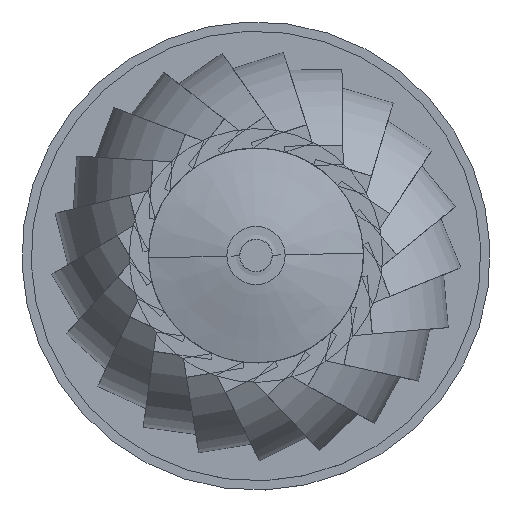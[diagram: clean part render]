
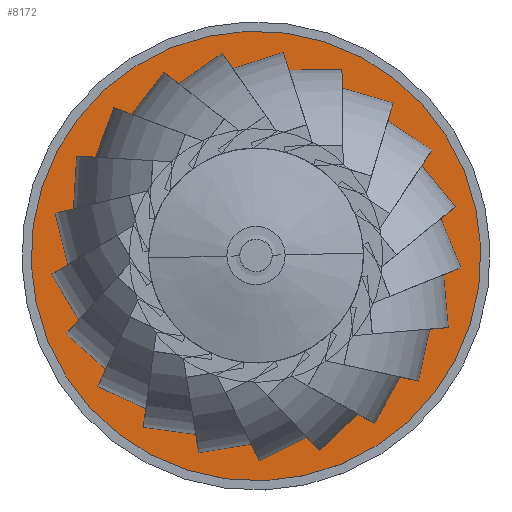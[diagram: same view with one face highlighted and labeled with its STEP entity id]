
A CAD part, top view. The second image highlights one B-rep face of the part: STEP entity #8172.
In plain terms, the highlighted planar face has unit normal (0, 0, 1).
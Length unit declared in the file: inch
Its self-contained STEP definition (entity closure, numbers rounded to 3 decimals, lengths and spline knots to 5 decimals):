
#150 = EDGE_LOOP ( 'NONE', ( #6748, #7814 ) ) ;
#559 = EDGE_CURVE ( 'NONE', #3362, #1389, #5274, .T. ) ;
#561 = CARTESIAN_POINT ( 'NONE',  ( -8.6875, 0., 0. ) ) ;
#631 = EDGE_CURVE ( 'NONE', #3411, #6750, #4222, .T. ) ;
#792 = AXIS2_PLACEMENT_3D ( 'NONE', #3512, #7588, #4838 ) ;
#1198 = AXIS2_PLACEMENT_3D ( 'NONE', #8040, #6853, #2855 ) ;
#1389 = VERTEX_POINT ( 'NONE', #7500 ) ;
#1498 = EDGE_CURVE ( 'NONE', #6750, #3411, #1756, .T. ) ;
#1756 = CIRCLE ( 'NONE', #792, 8.6875 ) ;
#2250 = DIRECTION ( 'NONE',  ( 0., 0., -1. ) ) ;
#2519 = CARTESIAN_POINT ( 'NONE',  ( 0., 0., 0. ) ) ;
#2811 = DIRECTION ( 'NONE',  ( -1., 0., 0. ) ) ;
#2855 = DIRECTION ( 'NONE',  ( -1., 0., 0. ) ) ;
#2948 = CARTESIAN_POINT ( 'NONE',  ( 0., 0., 0. ) ) ;
#3028 = DIRECTION ( 'NONE',  ( 0., 0., -1. ) ) ;
#3075 = AXIS2_PLACEMENT_3D ( 'NONE', #2519, #3252, #7879 ) ;
#3252 = DIRECTION ( 'NONE',  ( 0., 0., -1. ) ) ;
#3362 = VERTEX_POINT ( 'NONE', #5570 ) ;
#3411 = VERTEX_POINT ( 'NONE', #3804 ) ;
#3512 = CARTESIAN_POINT ( 'NONE',  ( 0., 0., 0. ) ) ;
#3590 = AXIS2_PLACEMENT_3D ( 'NONE', #4996, #3028, #4266 ) ;
#3804 = CARTESIAN_POINT ( 'NONE',  ( 8.6875, 0., 0. ) ) ;
#4222 = CIRCLE ( 'NONE', #1198, 8.6875 ) ;
#4266 = DIRECTION ( 'NONE',  ( -1., 0., 0. ) ) ;
#4838 = DIRECTION ( 'NONE',  ( -1., 0., 0. ) ) ;
#4996 = CARTESIAN_POINT ( 'NONE',  ( 0., 0., 0. ) ) ;
#5274 = CIRCLE ( 'NONE', #6379, 5.75 ) ;
#5559 = FACE_OUTER_BOUND ( 'NONE', #150, .T. ) ;
#5570 = CARTESIAN_POINT ( 'NONE',  ( 5.75, 0., 0. ) ) ;
#6193 = FACE_BOUND ( 'NONE', #6668, .T. ) ;
#6261 = ORIENTED_EDGE ( 'NONE', *, *, #7497, .T. ) ;
#6379 = AXIS2_PLACEMENT_3D ( 'NONE', #2948, #2250, #2811 ) ;
#6668 = EDGE_LOOP ( 'NONE', ( #7717, #6261 ) ) ;
#6748 = ORIENTED_EDGE ( 'NONE', *, *, #631, .F. ) ;
#6750 = VERTEX_POINT ( 'NONE', #561 ) ;
#6761 = CIRCLE ( 'NONE', #3075, 5.75 ) ;
#6853 = DIRECTION ( 'NONE',  ( 0., 0., -1. ) ) ;
#7480 = PLANE ( 'NONE',  #3590 ) ;
#7497 = EDGE_CURVE ( 'NONE', #1389, #3362, #6761, .T. ) ;
#7500 = CARTESIAN_POINT ( 'NONE',  ( -5.75, 0., 0. ) ) ;
#7588 = DIRECTION ( 'NONE',  ( 0., 0., -1. ) ) ;
#7717 = ORIENTED_EDGE ( 'NONE', *, *, #559, .T. ) ;
#7814 = ORIENTED_EDGE ( 'NONE', *, *, #1498, .F. ) ;
#7879 = DIRECTION ( 'NONE',  ( -1., 0., 0. ) ) ;
#8040 = CARTESIAN_POINT ( 'NONE',  ( 0., 0., 0. ) ) ;
#8172 = ADVANCED_FACE ( 'NONE', ( #5559, #6193 ), #7480, .F. ) ;
